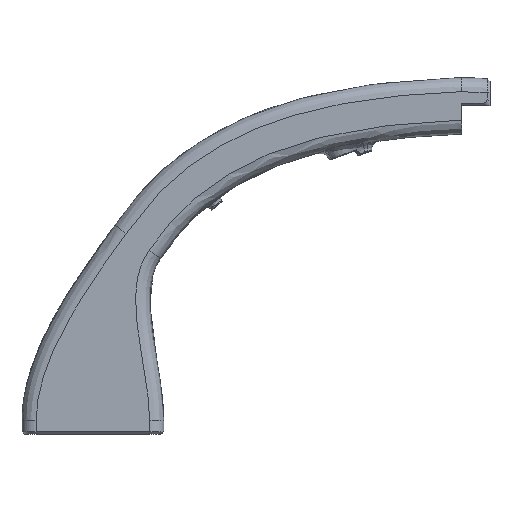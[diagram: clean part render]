
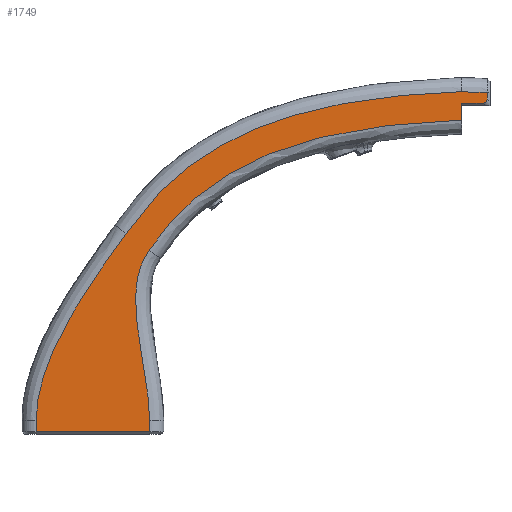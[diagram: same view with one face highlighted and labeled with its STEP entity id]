
A CAD part, front view. The second image highlights one B-rep face of the part: STEP entity #1749.
In plain terms, the highlighted planar face has unit normal (0, -1, 0).
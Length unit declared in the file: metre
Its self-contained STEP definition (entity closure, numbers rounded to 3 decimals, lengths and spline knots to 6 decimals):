
#110=B_SPLINE_CURVE_WITH_KNOTS('',3,(#2490,#2491,#2492,#2493,#2494,#2495,
#2496,#2497,#2498,#2499,#2500,#2501,#2502,#2503,#2504),.UNSPECIFIED.,.F.,
 .F.,(4,1,1,1,1,1,1,1,1,1,1,1,4),(0.,0.008439,0.016878,
0.025318,0.033757,0.042196,0.050635,
0.059074,0.067514,0.084392,0.10127,
0.118149,0.135027),.UNSPECIFIED.);
#112=B_SPLINE_CURVE_WITH_KNOTS('',3,(#2519,#2520,#2521,#2522),
 .UNSPECIFIED.,.F.,.F.,(4,4),(0.125944,0.135027),
 .UNSPECIFIED.);
#113=B_SPLINE_CURVE_WITH_KNOTS('',3,(#2523,#2524,#2525,#2526,#2527,#2528,
#2529,#2530,#2531),.UNSPECIFIED.,.F.,.F.,(4,1,1,1,1,1,4),(0.,0.009213,
0.018427,0.02764,0.036853,0.05528,
0.073707),.UNSPECIFIED.);
#114=B_SPLINE_CURVE_WITH_KNOTS('',3,(#2539,#2540,#2541,#2542,#2543,#2544,
#2545,#2546,#2547,#2548,#2549,#2550),.UNSPECIFIED.,.F.,.F.,(4,1,1,1,1,1,
1,1,1,4),(0.,0.003812,0.007624,0.011436,
0.015248,0.022872,0.030496,0.045745,
0.053369,0.060993),.UNSPECIFIED.);
#115=B_SPLINE_CURVE_WITH_KNOTS('',3,(#2552,#2553,#2554,#2555,#2556,#2557,
#2558,#2559,#2560,#2561,#2562,#2563,#2564,#2565),.UNSPECIFIED.,.F.,.F.,
(4,1,1,1,1,1,1,1,1,1,1,4),(0.,0.031129,0.046694,0.062259,
0.070041,0.077823,0.085606,0.093388,
0.10117,0.108953,0.116735,0.124517),
 .UNSPECIFIED.);
#267=ELLIPSE('',#1881,0.003464,0.002);
#278=LINE('',#2512,#334);
#279=LINE('',#2517,#335);
#280=LINE('',#2533,#336);
#281=LINE('',#2535,#337);
#282=LINE('',#2537,#338);
#283=LINE('',#2567,#339);
#334=VECTOR('',#2012,1.);
#335=VECTOR('',#2015,1.);
#336=VECTOR('',#2016,1.);
#337=VECTOR('',#2017,1.);
#338=VECTOR('',#2018,1.);
#339=VECTOR('',#2019,1.);
#407=ORIENTED_EDGE('',*,*,#957,.T.);
#408=ORIENTED_EDGE('',*,*,#958,.T.);
#409=ORIENTED_EDGE('',*,*,#959,.T.);
#410=ORIENTED_EDGE('',*,*,#960,.T.);
#411=ORIENTED_EDGE('',*,*,#955,.F.);
#412=ORIENTED_EDGE('',*,*,#961,.F.);
#413=ORIENTED_EDGE('',*,*,#962,.F.);
#414=ORIENTED_EDGE('',*,*,#963,.F.);
#415=ORIENTED_EDGE('',*,*,#964,.F.);
#416=ORIENTED_EDGE('',*,*,#965,.F.);
#417=ORIENTED_EDGE('',*,*,#966,.F.);
#418=ORIENTED_EDGE('',*,*,#967,.F.);
#955=EDGE_CURVE('',#1229,#1230,#110,.T.);
#957=EDGE_CURVE('',#1231,#1232,#278,.T.);
#958=EDGE_CURVE('',#1232,#1233,#267,.T.);
#959=EDGE_CURVE('',#1233,#1234,#279,.T.);
#960=EDGE_CURVE('',#1234,#1230,#112,.T.);
#961=EDGE_CURVE('',#1235,#1229,#113,.T.);
#962=EDGE_CURVE('',#1236,#1235,#280,.F.);
#963=EDGE_CURVE('',#1237,#1236,#281,.T.);
#964=EDGE_CURVE('',#1238,#1237,#282,.T.);
#965=EDGE_CURVE('',#1239,#1238,#114,.T.);
#966=EDGE_CURVE('',#1240,#1239,#115,.T.);
#967=EDGE_CURVE('',#1231,#1240,#283,.T.);
#1229=VERTEX_POINT('',#2489);
#1230=VERTEX_POINT('',#2505);
#1231=VERTEX_POINT('',#2513);
#1232=VERTEX_POINT('',#2514);
#1233=VERTEX_POINT('',#2516);
#1234=VERTEX_POINT('',#2518);
#1235=VERTEX_POINT('',#2532);
#1236=VERTEX_POINT('',#2534);
#1237=VERTEX_POINT('',#2536);
#1238=VERTEX_POINT('',#2538);
#1239=VERTEX_POINT('',#2551);
#1240=VERTEX_POINT('',#2566);
#1441=EDGE_LOOP('',(#407,#408,#409,#410,#411,#412,#413,#414,#415,#416,#417,
#418));
#1581=FACE_BOUND('',#1441,.T.);
#1718=PLANE('',#1880);
#1749=ADVANCED_FACE('',(#1581),#1718,.T.);
#1880=AXIS2_PLACEMENT_3D('',#2511,#2010,#2011);
#1881=AXIS2_PLACEMENT_3D('',#2515,#2013,#2014);
#2010=DIRECTION('',(0.,-1.,0.));
#2011=DIRECTION('',(0.,0.,-1.));
#2012=DIRECTION('',(1.,0.,0.));
#2013=DIRECTION('',(0.,-1.,0.));
#2014=DIRECTION('',(0.707,0.,-0.707));
#2015=DIRECTION('',(0.,0.,1.));
#2016=DIRECTION('',(0.,0.,-1.));
#2017=DIRECTION('',(-1.,0.,0.));
#2018=DIRECTION('',(0.,0.,-1.));
#2019=DIRECTION('',(0.,0.,-1.));
#2489=CARTESIAN_POINT('',(-0.170359,-0.05376,0.20885));
#2490=CARTESIAN_POINT('',(-0.170359,-0.05376,0.20885));
#2491=CARTESIAN_POINT('',(-0.168712,-0.05376,0.211134));
#2492=CARTESIAN_POINT('',(-0.165411,-0.05376,0.215685));
#2493=CARTESIAN_POINT('',(-0.159968,-0.05376,0.222185));
#2494=CARTESIAN_POINT('',(-0.15394,-0.05376,0.228008));
#2495=CARTESIAN_POINT('',(-0.147442,-0.05376,0.233159));
#2496=CARTESIAN_POINT('',(-0.140557,-0.05376,0.237787));
#2497=CARTESIAN_POINT('',(-0.133298,-0.05376,0.241917));
#2498=CARTESIAN_POINT('',(-0.125677,-0.05376,0.245508));
#2499=CARTESIAN_POINT('',(-0.115318,-0.05376,0.249492));
#2500=CARTESIAN_POINT('',(-0.101971,-0.05376,0.253212));
#2501=CARTESIAN_POINT('',(-0.085485,-0.05376,0.256248));
#2502=CARTESIAN_POINT('',(-0.068865,-0.05376,0.258051));
#2503=CARTESIAN_POINT('',(-0.057716,-0.05376,0.258645));
#2504=CARTESIAN_POINT('',(-0.052139,-0.05376,0.258841));
#2505=CARTESIAN_POINT('',(-0.052139,-0.05376,0.258841));
#2511=CARTESIAN_POINT('',(-0.196313,-0.05376,0.178518));
#2512=CARTESIAN_POINT('',(-0.196313,-0.05376,0.254839));
#2513=CARTESIAN_POINT('',(-0.052139,-0.05376,0.254839));
#2514=CARTESIAN_POINT('',(-0.044553,-0.05376,0.254839));
#2515=CARTESIAN_POINT('',(-0.045967,-0.05376,0.257667));
#2516=CARTESIAN_POINT('',(-0.043139,-0.05376,0.256253));
#2517=CARTESIAN_POINT('',(-0.043139,-0.05376,0.178518));
#2518=CARTESIAN_POINT('',(-0.043139,-0.05376,0.258429));
#2519=CARTESIAN_POINT('',(-0.043139,-0.05376,0.258429));
#2520=CARTESIAN_POINT('',(-0.046137,-0.05376,0.258602));
#2521=CARTESIAN_POINT('',(-0.049137,-0.05376,0.258736));
#2522=CARTESIAN_POINT('',(-0.052139,-0.05376,0.258841));
#2523=CARTESIAN_POINT('',(-0.202139,-0.05376,0.142977));
#2524=CARTESIAN_POINT('',(-0.202139,-0.05376,0.146113));
#2525=CARTESIAN_POINT('',(-0.201416,-0.05376,0.152232));
#2526=CARTESIAN_POINT('',(-0.198867,-0.05376,0.161126));
#2527=CARTESIAN_POINT('',(-0.195275,-0.05376,0.169747));
#2528=CARTESIAN_POINT('',(-0.189604,-0.05376,0.180711));
#2529=CARTESIAN_POINT('',(-0.181283,-0.05376,0.193819));
#2530=CARTESIAN_POINT('',(-0.174023,-0.05376,0.203853));
#2531=CARTESIAN_POINT('',(-0.170359,-0.05376,0.20885));
#2532=CARTESIAN_POINT('',(-0.202139,-0.05376,0.142977));
#2533=CARTESIAN_POINT('',(-0.202139,-0.05376,0.178518));
#2534=CARTESIAN_POINT('',(-0.202139,-0.05376,0.138977));
#2535=CARTESIAN_POINT('',(-0.202139,-0.05376,0.138977));
#2536=CARTESIAN_POINT('',(-0.162139,-0.05376,0.138977));
#2537=CARTESIAN_POINT('',(-0.162139,-0.05376,0.137977));
#2538=CARTESIAN_POINT('',(-0.162139,-0.05376,0.142977));
#2539=CARTESIAN_POINT('',(-0.162318,-0.05376,0.202904));
#2540=CARTESIAN_POINT('',(-0.163081,-0.05376,0.201862));
#2541=CARTESIAN_POINT('',(-0.164383,-0.05376,0.199672));
#2542=CARTESIAN_POINT('',(-0.165762,-0.05376,0.196088));
#2543=CARTESIAN_POINT('',(-0.166613,-0.05376,0.192328));
#2544=CARTESIAN_POINT('',(-0.167165,-0.05376,0.187289));
#2545=CARTESIAN_POINT('',(-0.167038,-0.05376,0.180868));
#2546=CARTESIAN_POINT('',(-0.16587,-0.05376,0.170754));
#2547=CARTESIAN_POINT('',(-0.164012,-0.05376,0.16071));
#2548=CARTESIAN_POINT('',(-0.162532,-0.05376,0.150625));
#2549=CARTESIAN_POINT('',(-0.162139,-0.05376,0.145542));
#2550=CARTESIAN_POINT('',(-0.162139,-0.05376,0.142977));
#2551=CARTESIAN_POINT('',(-0.162318,-0.05376,0.202904));
#2552=CARTESIAN_POINT('',(-0.052139,-0.05376,0.248836));
#2553=CARTESIAN_POINT('',(-0.062509,-0.05376,0.248465));
#2554=CARTESIAN_POINT('',(-0.078012,-0.05376,0.247381));
#2555=CARTESIAN_POINT('',(-0.098483,-0.05376,0.243721));
#2556=CARTESIAN_POINT('',(-0.110946,-0.05376,0.240372));
#2557=CARTESIAN_POINT('',(-0.120618,-0.05376,0.236779));
#2558=CARTESIAN_POINT('',(-0.127732,-0.05376,0.233529));
#2559=CARTESIAN_POINT('',(-0.134536,-0.05376,0.229742));
#2560=CARTESIAN_POINT('',(-0.140978,-0.05376,0.225488));
#2561=CARTESIAN_POINT('',(-0.147053,-0.05376,0.220736));
#2562=CARTESIAN_POINT('',(-0.15268,-0.05376,0.215339));
#2563=CARTESIAN_POINT('',(-0.157715,-0.05376,0.209264));
#2564=CARTESIAN_POINT('',(-0.160786,-0.05376,0.205029));
#2565=CARTESIAN_POINT('',(-0.162318,-0.05376,0.202904));
#2566=CARTESIAN_POINT('',(-0.052139,-0.05376,0.248836));
#2567=CARTESIAN_POINT('',(-0.052139,-0.05376,0.194524));
